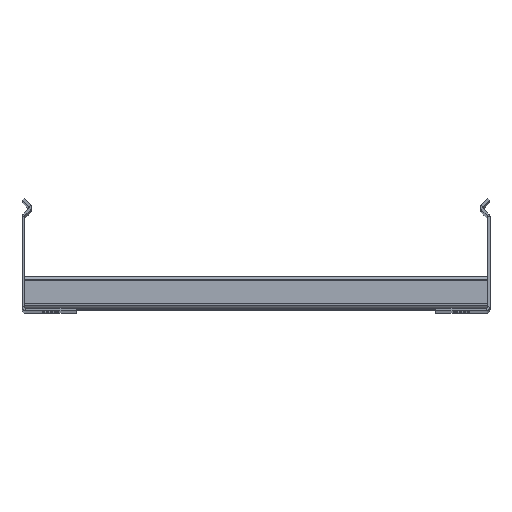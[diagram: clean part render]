
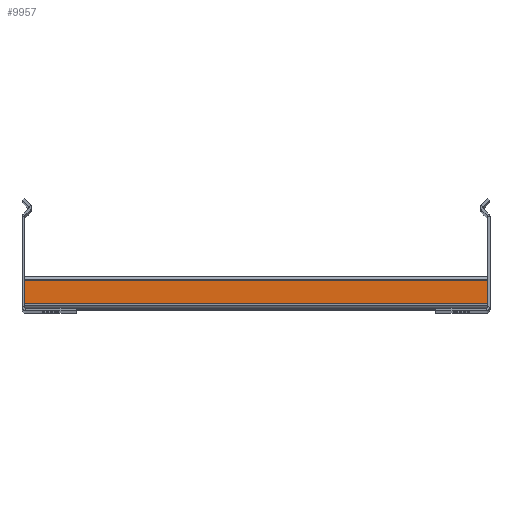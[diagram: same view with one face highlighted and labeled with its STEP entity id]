
A CAD part, top view. The second image highlights one B-rep face of the part: STEP entity #9957.
In plain terms, the highlighted face is planar.
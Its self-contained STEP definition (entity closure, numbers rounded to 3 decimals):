
#674 = CARTESIAN_POINT ( 'NONE',  ( -20.5, 3., 300. ) ) ;
#826 = DIRECTION ( 'NONE',  ( 0., 1., 0. ) ) ;
#1015 = CARTESIAN_POINT ( 'NONE',  ( -20.5, 0., 300. ) ) ;
#1683 = LINE ( 'NONE', #674, #2549 ) ;
#2238 = CARTESIAN_POINT ( 'NONE',  ( -20.5, 0., 0. ) ) ;
#2549 = VECTOR ( 'NONE', #6032, 1000. ) ;
#3161 = DIRECTION ( 'NONE',  ( -1., 0., 0. ) ) ;
#4238 = PLANE ( 'NONE',  #9613 ) ;
#4334 = DIRECTION ( 'NONE',  ( 0., 0., -1. ) ) ;
#5796 = VECTOR ( 'NONE', #826, 1000. ) ;
#6032 = DIRECTION ( 'NONE',  ( 0., 0., -1. ) ) ;
#6180 = EDGE_LOOP ( 'NONE', ( #11508, #11428, #9801, #12271 ) ) ;
#6257 = VERTEX_POINT ( 'NONE', #10484 ) ;
#6431 = DIRECTION ( 'NONE',  ( 0., -1., 0. ) ) ;
#6591 = EDGE_CURVE ( 'NONE', #8934, #6257, #7622, .T. ) ;
#7622 = LINE ( 'NONE', #11039, #8438 ) ;
#8286 = EDGE_CURVE ( 'NONE', #13640, #13783, #10870, .T. ) ;
#8378 = CARTESIAN_POINT ( 'NONE',  ( -20.5, 18., 0. ) ) ;
#8438 = VECTOR ( 'NONE', #12192, 1000. ) ;
#8934 = VERTEX_POINT ( 'NONE', #9494 ) ;
#9494 = CARTESIAN_POINT ( 'NONE',  ( -20.5, 3., 300. ) ) ;
#9613 = AXIS2_PLACEMENT_3D ( 'NONE', #1015, #3161, #6431 ) ;
#9626 = LINE ( 'NONE', #13194, #11505 ) ;
#9801 = ORIENTED_EDGE ( 'NONE', *, *, #6591, .T. ) ;
#9957 = ADVANCED_FACE ( 'NONE', ( #14018 ), #4238, .T. ) ;
#10484 = CARTESIAN_POINT ( 'NONE',  ( -20.5, 18., 300. ) ) ;
#10870 = LINE ( 'NONE', #2238, #5796 ) ;
#11039 = CARTESIAN_POINT ( 'NONE',  ( -20.5, 0., 300. ) ) ;
#11428 = ORIENTED_EDGE ( 'NONE', *, *, #13137, .F. ) ;
#11505 = VECTOR ( 'NONE', #4334, 1000. ) ;
#11508 = ORIENTED_EDGE ( 'NONE', *, *, #8286, .F. ) ;
#12192 = DIRECTION ( 'NONE',  ( 0., 1., 0. ) ) ;
#12271 = ORIENTED_EDGE ( 'NONE', *, *, #12418, .T. ) ;
#12418 = EDGE_CURVE ( 'NONE', #6257, #13783, #9626, .T. ) ;
#13137 = EDGE_CURVE ( 'NONE', #8934, #13640, #1683, .T. ) ;
#13194 = CARTESIAN_POINT ( 'NONE',  ( -20.5, 18., 300. ) ) ;
#13640 = VERTEX_POINT ( 'NONE', #13737 ) ;
#13737 = CARTESIAN_POINT ( 'NONE',  ( -20.5, 3., 0. ) ) ;
#13783 = VERTEX_POINT ( 'NONE', #8378 ) ;
#14018 = FACE_OUTER_BOUND ( 'NONE', #6180, .T. ) ;
